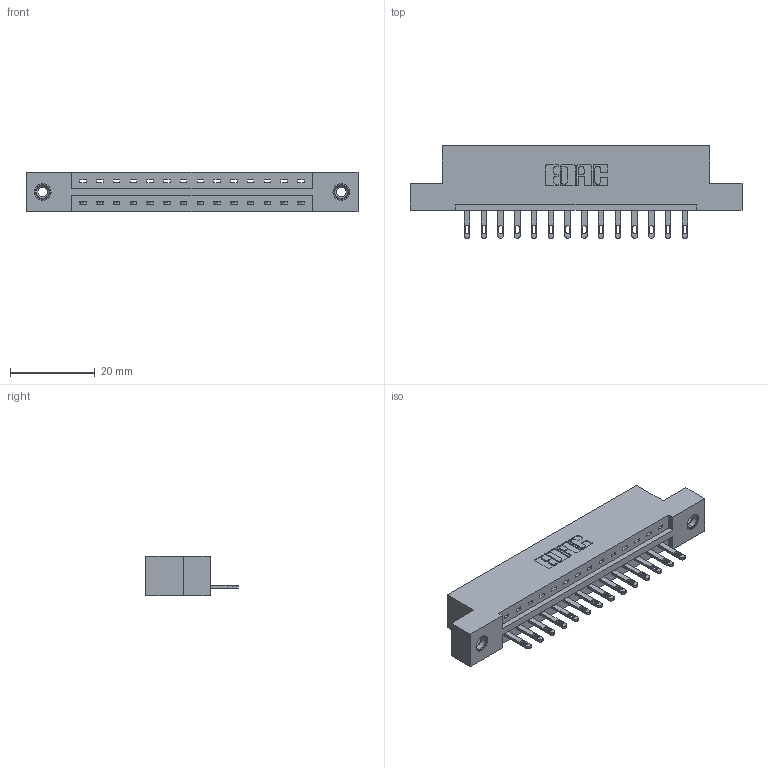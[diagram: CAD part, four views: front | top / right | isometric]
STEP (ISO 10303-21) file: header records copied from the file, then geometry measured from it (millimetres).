
FILE_DESCRIPTION (( 'STEP AP203' ), '1' );
FILE_NAME ('337-014-500-108.STEP', '2018-08-04T13:39:45', ( '' ), ( '' ), 'SwSTEP 2.0', 'SolidWorks 2016', '' );
FILE_SCHEMA (( 'CONFIG_CONTROL_DESIGN' ));
Length unit declared in the file: inch
Products named in the file (4): 337 Part_Flush Mounting Lugs - 0.156 Dia-TI; 345-292-001_345-293-100; 345-250-001_345-250-003-102; 337-014-500-108
Assembly tree (17 placements, depth 2):
  337-014-500-108
    337 Part_Flush Mounting Lugs - 0.156 Dia-TI
    345-292-001_345-293-100  x14
    345-250-001_345-250-003-102  x2
Bounding box: 78.49 x 21.85 x 9.4 mm (x, y, z)
Volume: 7809.1 mm3; surface area: 7976.5 mm2
Topology: 17 solids, 17 shells, 986 faces, 2967 edges, 1970 vertices
Faces by surface type: plane 662, cylinder 308, cone 12, torus 4
Entity records: 15144 total; most frequent: CARTESIAN_POINT 2615, ORIENTED_EDGE 2558, DIRECTION 2293, EDGE_CURVE 1279, VECTOR 1127, LINE 1127, VERTEX_POINT 848, AXIS2_PLACEMENT_3D 583
